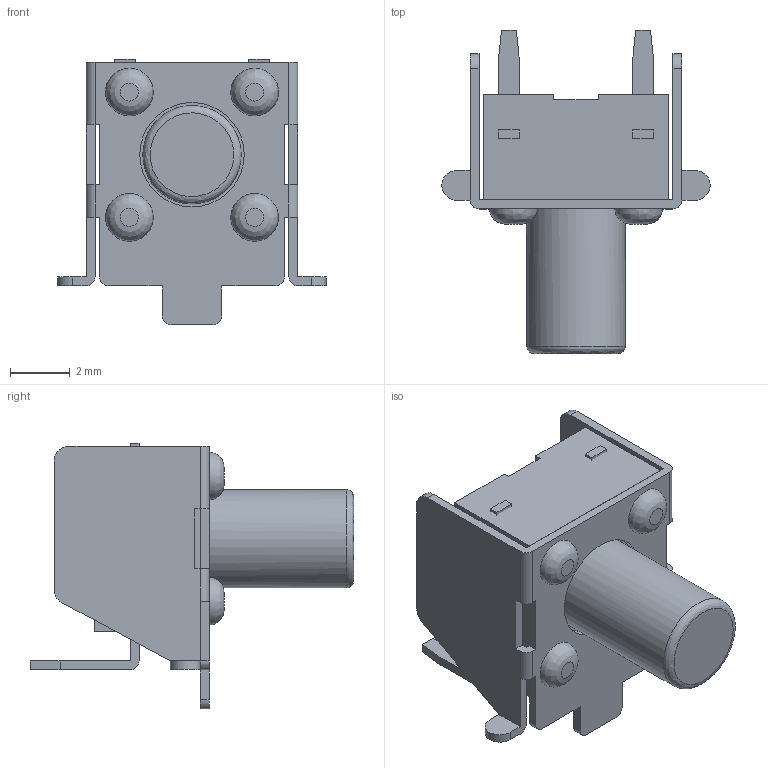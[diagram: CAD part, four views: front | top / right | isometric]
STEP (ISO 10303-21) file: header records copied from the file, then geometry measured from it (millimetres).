
FILE_DESCRIPTION(/* description */ (''),/* implementation_level */ '2;1');
FILE_NAME(/* name */ 'YUANDI_TS-1037-A10.step',/* time_stamp */ '2021-12-08T12:33:13+08:00',/* author */ (''),/* organization */ (''),/* preprocessor_version */ 'ST-DEVELOPER v18.1',/* originating_system */ 'Autodesk Translation Framework v10.10.0.1391',/* authorisation */ '');
FILE_SCHEMA (('AUTOMOTIVE_DESIGN { 1 0 10303 214 3 1 1 }'));
Length unit declared in the file: millimetre
Products named in the file (4): TS-1037-A10; SHELL; SWITCH; PIN
Assembly tree (3 placements, depth 2):
  TS-1037-A10
    SHELL
    SWITCH
    PIN
Bounding box: 9 x 10.85 x 8.9 mm (x, y, z)
Volume: 217.8 mm3; surface area: 499.2 mm2
Topology: 4 solids, 4 shells, 104 faces, 276 edges, 181 vertices
Faces by surface type: plane 71, cylinder 28, bspline 5
Full cylindrical faces by diameter (mm): 1.6 x8, 3.3 x1, 3.5 x1
Entity records: 3550 total; most frequent: CARTESIAN_POINT 755, DIRECTION 554, ORIENTED_EDGE 552, EDGE_CURVE 276, LINE 206, VECTOR 206, VERTEX_POINT 181, AXIS2_PLACEMENT_3D 174
